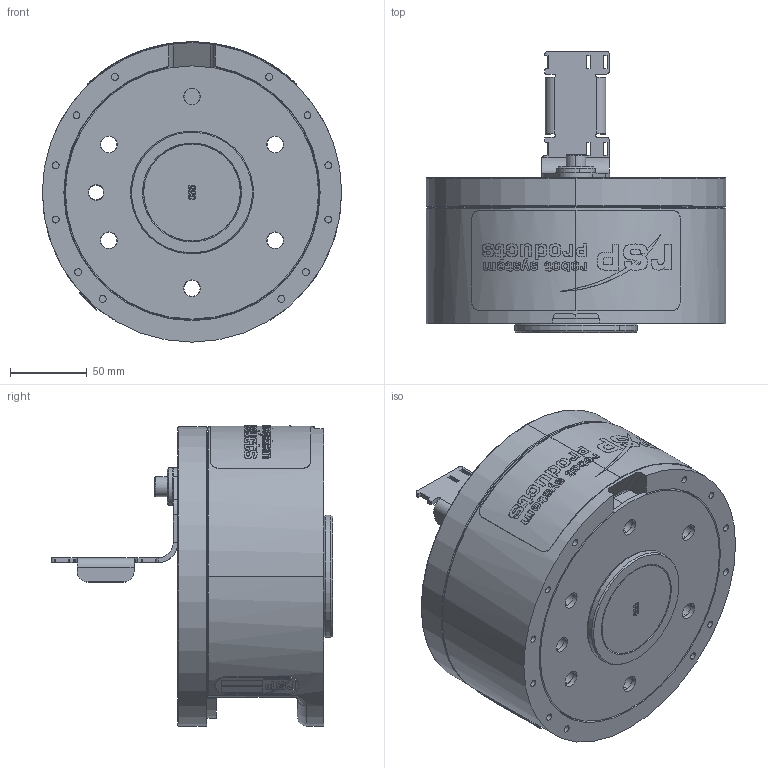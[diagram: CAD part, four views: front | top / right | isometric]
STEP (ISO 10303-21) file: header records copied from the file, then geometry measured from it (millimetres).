
FILE_DESCRIPTION (( 'STEP AP203' ), '1' );
FILE_NAME ('P5121 Axial guide.STEP', '2020-02-20T14:40:02', ( '' ), ( '' ), 'SwSTEP 2.0', 'SolidWorks 2017', '' );
FILE_SCHEMA (( 'CONFIG_CONTROL_DESIGN' ));
Length unit declared in the file: millimetre
Products named in the file (1): P5121 Axial guide
Bounding box: 195 x 183.5 x 195.6 mm (x, y, z)
Volume: 1395087.8 mm3; surface area: 294391.7 mm2
Topology: 10 solids, 10 shells, 1138 faces, 3002 edges, 1947 vertices
Faces by surface type: plane 499, bspline 312, cylinder 238, cone 61, torus 28
Entity records: 46492 total; most frequent: CARTESIAN_POINT 20316, ORIENTED_EDGE 5932, DIRECTION 4467, EDGE_CURVE 2966, VERTEX_POINT 1947, VECTOR 1591, LINE 1591, AXIS2_PLACEMENT_3D 1438
